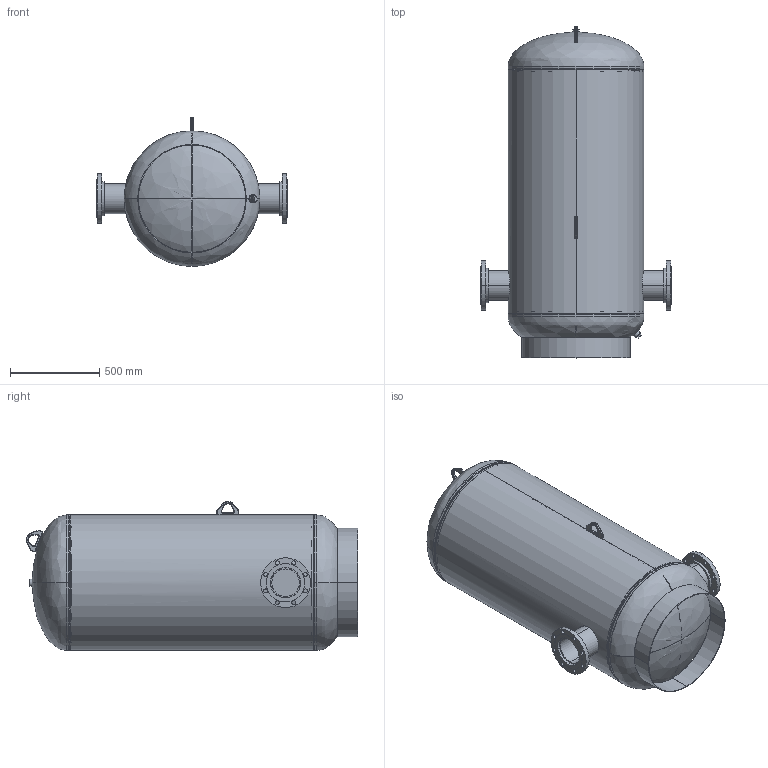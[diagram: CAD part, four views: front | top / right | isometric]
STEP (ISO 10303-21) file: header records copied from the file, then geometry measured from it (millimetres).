
FILE_DESCRIPTION (( 'STEP AP203' ), '1' );
FILE_NAME ('CBT-200-6F.STEP', '2021-03-22T15:03:44', ( '' ), ( '' ), 'SwSTEP 2.0', 'SolidWorks 2021', '' );
FILE_SCHEMA (( 'CONFIG_CONTROL_DESIGN' ));
Length unit declared in the file: inch
Products named in the file (14): 9200190; 9400542; 99B1573; CBT-200-6F; 9301110_6.125; 99Q0512; 9455030; 9500040; 55A0621_default; 9500050; PLUGS_9500150; SORF FLANGES ASME B16.5_6 150# SA-105; 55K0266
Assembly tree (26 placements, depth 3):
  CBT-200-6F
    99B1573
    9200190
    9200190
    9500040
    9500050
    PLUGS_9500150
    55A0621_default  x2
      9301110_6.125
      SORF FLANGES ASME B16.5_6 150# SA-105
    9455030
    55K0266  x12
    9400542  x2
    99Q0512
Bounding box: 1066.8 x 1863.11 x 836.93 mm (x, y, z)
Volume: 25326128 mm3; surface area: 12301421 mm2
Topology: 26 solids, 26 shells, 391 faces, 886 edges, 548 vertices
Faces by surface type: cylinder 163, plane 140, torus 56, bspline 16, cone 16
Entity records: 13312 total; most frequent: CARTESIAN_POINT 6072, DIRECTION 1233, ORIENTED_EDGE 1052, EDGE_CURVE 526, AXIS2_PLACEMENT_3D 513, VERTEX_POINT 324, CIRCLE 270, EDGE_LOOP 266
